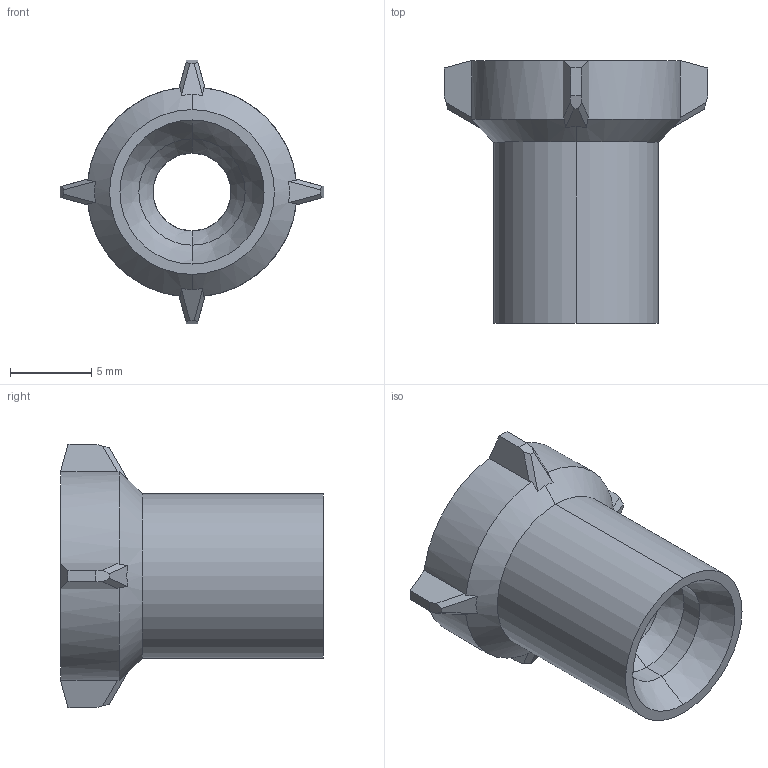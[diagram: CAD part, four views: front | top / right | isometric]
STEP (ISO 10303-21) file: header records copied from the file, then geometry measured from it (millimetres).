
FILE_DESCRIPTION(('FreeCAD Model'),'2;1');
FILE_NAME('M4_Hardware_09_Eholder.STEP','2017-02-20T12:29:48',('Author'),( ''),'Open CASCADE STEP processor 6.8','FreeCAD','Unknown');
FILE_SCHEMA(('AUTOMOTIVE_DESIGN_CC2 { 1 2 10303 214 -1 1 5 4 }'));
Length unit declared in the file: millimetre
Products named in the file (1): M4_Hardware_09_Eholder
Bounding box: 16.26 x 16.19 x 16.26 mm (x, y, z)
Volume: 984.6 mm3; surface area: 1083 mm2
Topology: 1 solids, 1 shells, 55 faces, 148 edges, 96 vertices
Faces by surface type: plane 39, cone 8, cylinder 6, revolution 2
Entity records: 6017 total; most frequent: CARTESIAN_POINT 3320, DIRECTION 424, ORIENTED_EDGE 296, PCURVE 296, DEFINITIONAL_REPRESENTATION 296, LINE 246, VECTOR 246, EDGE_CURVE 148
